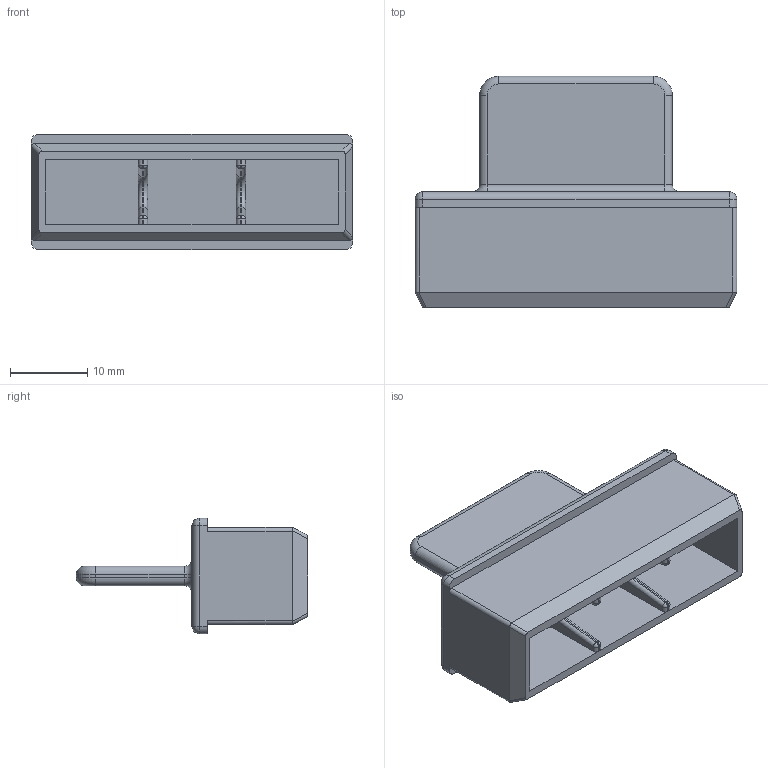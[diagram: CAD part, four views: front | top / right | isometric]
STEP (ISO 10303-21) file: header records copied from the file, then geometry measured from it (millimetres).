
FILE_DESCRIPTION (( 'STEP AP214' ), '1' );
FILE_NAME ('05-00218--A114705-001.STEP', '2020-04-22T20:54:50', ( '' ), ( '' ), 'SwSTEP 2.0', 'SolidWorks 2018', '' );
FILE_SCHEMA (( 'AUTOMOTIVE_DESIGN' ));
Length unit declared in the file: millimetre
Products named in the file (2): 05-00218--A114705-001
Bounding box: 41.7 x 30 x 15 mm (x, y, z)
Volume: 4851.2 mm3; surface area: 4897.7 mm2
Topology: 1 solids, 1 shells, 112 faces, 276 edges, 156 vertices
Faces by surface type: cylinder 50, plane 38, sphere 12, torus 12
Entity records: 3217 total; most frequent: CARTESIAN_POINT 582, DIRECTION 576, ORIENTED_EDGE 528, EDGE_CURVE 264, AXIS2_PLACEMENT_3D 214, VERTEX_POINT 156, LINE 148, VECTOR 148
